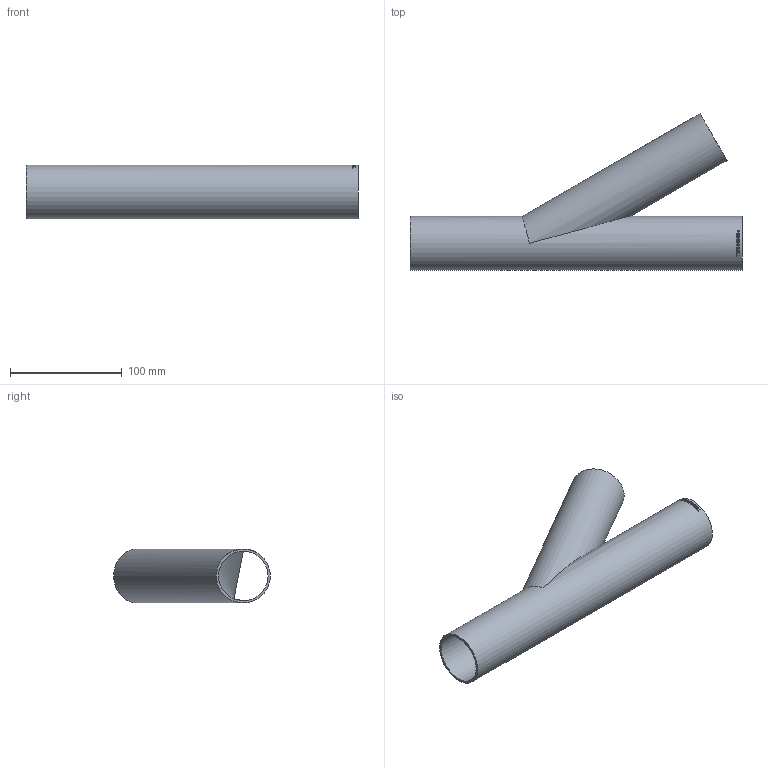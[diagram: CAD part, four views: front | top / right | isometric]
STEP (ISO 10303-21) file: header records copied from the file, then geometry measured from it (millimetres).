
FILE_DESCRIPTION (( 'STEP AP214' ), '1' );
FILE_NAME ('TR30-048X20-x T-Stück 30° Ø48,3 L297 1911.STEP', '2019-11-25T08:33:09', ( '' ), ( '' ), 'SwSTEP 2.0', 'SolidWorks 2016', '' );
FILE_SCHEMA (( 'AUTOMOTIVE_DESIGN' ));
Length unit declared in the file: millimetre
Products named in the file (1): TR30-048X20-x T-Stück 30° Ø48,3 L297   1911
Bounding box: 297 x 140.13 x 48.3 mm (x, y, z)
Volume: 124544.7 mm3; surface area: 125406.6 mm2
Topology: 1 solids, 1 shells, 183 faces, 489 edges, 326 vertices
Faces by surface type: bspline 108, plane 51, cylinder 24
Full cylindrical faces by diameter (mm): 44.3 x2, 48.3 x2
Entity records: 18604 total; most frequent: CARTESIAN_POINT 13121, ORIENTED_EDGE 956, EDGE_CURVE 478, DIRECTION 354, B_SPLINE_CURVE_WITH_KNOTS 338, VERTEX_POINT 322, EDGE_LOOP 212, FACE_OUTER_BOUND 187
